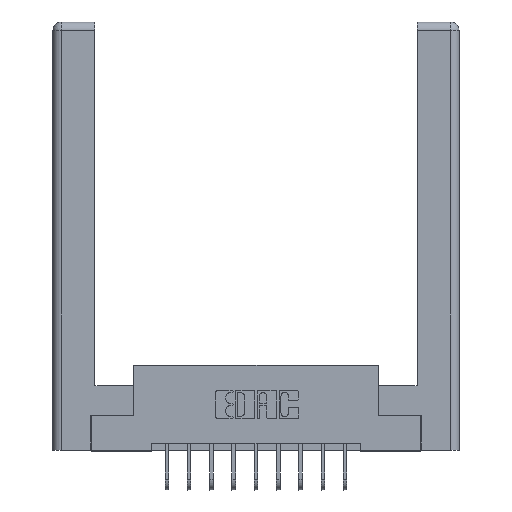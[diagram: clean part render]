
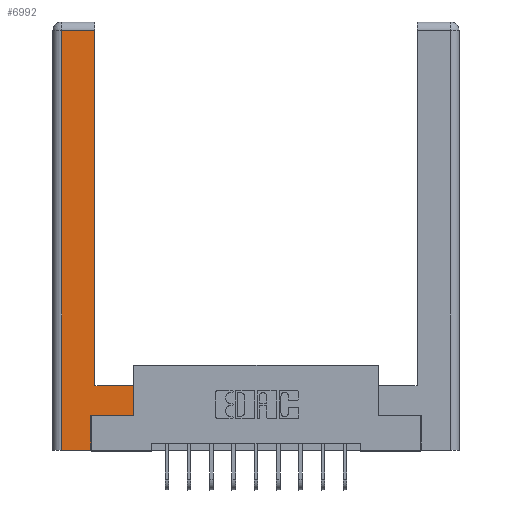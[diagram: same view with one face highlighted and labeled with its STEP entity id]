
A CAD part, top view. The second image highlights one B-rep face of the part: STEP entity #6992.
In plain terms, the highlighted planar face has unit normal (0, 0, 1).
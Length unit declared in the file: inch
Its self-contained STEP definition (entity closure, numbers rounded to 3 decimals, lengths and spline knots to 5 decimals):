
#446 = EDGE_CURVE ( 'NONE', #12160, #11940, #12688, .T. ) ;
#809 = CARTESIAN_POINT ( 'NONE',  ( 0.0615, 2.94, 0. ) ) ;
#875 = LINE ( 'NONE', #11753, #9946 ) ;
#1227 = EDGE_CURVE ( 'NONE', #11957, #12160, #11708, .T. ) ;
#1275 = VERTEX_POINT ( 'NONE', #14975 ) ;
#1784 = LINE ( 'NONE', #2005, #6900 ) ;
#1867 = CARTESIAN_POINT ( 'NONE',  ( 0.265, 0.245, 0. ) ) ;
#2005 = CARTESIAN_POINT ( 'NONE',  ( 0.565, 0.45, 0. ) ) ;
#2032 = DIRECTION ( 'NONE',  ( 1., 0., 0. ) ) ;
#2331 = CARTESIAN_POINT ( 'NONE',  ( 0.295, 0.45, 0. ) ) ;
#2545 = VERTEX_POINT ( 'NONE', #5543 ) ;
#2621 = CARTESIAN_POINT ( 'NONE',  ( 0.565, 0.245, 0. ) ) ;
#2638 = LINE ( 'NONE', #14007, #6572 ) ;
#2957 = ORIENTED_EDGE ( 'NONE', *, *, #13260, .T. ) ;
#3215 = LINE ( 'NONE', #2621, #12680 ) ;
#3222 = ORIENTED_EDGE ( 'NONE', *, *, #1227, .T. ) ;
#3843 = DIRECTION ( 'NONE',  ( 1., 0., 0. ) ) ;
#4040 = ORIENTED_EDGE ( 'NONE', *, *, #13309, .T. ) ;
#4922 = EDGE_CURVE ( 'NONE', #13066, #11957, #875, .T. ) ;
#4949 = FACE_OUTER_BOUND ( 'NONE', #8233, .T. ) ;
#5071 = CARTESIAN_POINT ( 'NONE',  ( 0.295, 2.94, 0. ) ) ;
#5515 = DIRECTION ( 'NONE',  ( -1., 0., 0. ) ) ;
#5543 = CARTESIAN_POINT ( 'NONE',  ( 0.265, 0.245, 0. ) ) ;
#5660 = DIRECTION ( 'NONE',  ( 0., 0., -1. ) ) ;
#5816 = EDGE_CURVE ( 'NONE', #8379, #8750, #1784, .T. ) ;
#6516 = CARTESIAN_POINT ( 'NONE',  ( 0.565, 0.245, 0. ) ) ;
#6572 = VECTOR ( 'NONE', #6716, 39.37008 ) ;
#6716 = DIRECTION ( 'NONE',  ( 0., 1., 0. ) ) ;
#6900 = VECTOR ( 'NONE', #6953, 39.37008 ) ;
#6953 = DIRECTION ( 'NONE',  ( 0., 1., 0. ) ) ;
#6992 = ADVANCED_FACE ( 'NONE', ( #4949 ), #11663, .F. ) ;
#6995 = LINE ( 'NONE', #2331, #10964 ) ;
#7762 = CARTESIAN_POINT ( 'NONE',  ( 0.0615, 0., 0. ) ) ;
#8151 = EDGE_CURVE ( 'NONE', #8750, #1275, #6995, .T. ) ;
#8233 = EDGE_LOOP ( 'NONE', ( #4040, #14110, #3222, #12466, #13070, #2957, #9997, #9018 ) ) ;
#8379 = VERTEX_POINT ( 'NONE', #6516 ) ;
#8750 = VERTEX_POINT ( 'NONE', #9857 ) ;
#9018 = ORIENTED_EDGE ( 'NONE', *, *, #8151, .T. ) ;
#9142 = DIRECTION ( 'NONE',  ( 0., 1., 0. ) ) ;
#9627 = VECTOR ( 'NONE', #9142, 39.37008 ) ;
#9857 = CARTESIAN_POINT ( 'NONE',  ( 0.565, 0.45, 0. ) ) ;
#9946 = VECTOR ( 'NONE', #14152, 39.37008 ) ;
#9997 = ORIENTED_EDGE ( 'NONE', *, *, #5816, .T. ) ;
#10964 = VECTOR ( 'NONE', #12051, 39.37008 ) ;
#11297 = AXIS2_PLACEMENT_3D ( 'NONE', #11550, #5660, #5515 ) ;
#11550 = CARTESIAN_POINT ( 'NONE',  ( 0., 0., 0. ) ) ;
#11663 = PLANE ( 'NONE',  #11297 ) ;
#11708 = LINE ( 'NONE', #12250, #15340 ) ;
#11753 = CARTESIAN_POINT ( 'NONE',  ( 0.0615, 2.94, 0. ) ) ;
#11940 = VERTEX_POINT ( 'NONE', #15290 ) ;
#11957 = VERTEX_POINT ( 'NONE', #809 ) ;
#12051 = DIRECTION ( 'NONE',  ( -1., 0., 0. ) ) ;
#12160 = VERTEX_POINT ( 'NONE', #7762 ) ;
#12250 = CARTESIAN_POINT ( 'NONE',  ( 0.0615, 0., 0. ) ) ;
#12417 = DIRECTION ( 'NONE',  ( 0., -1., 0. ) ) ;
#12466 = ORIENTED_EDGE ( 'NONE', *, *, #446, .T. ) ;
#12680 = VECTOR ( 'NONE', #3843, 39.37008 ) ;
#12688 = LINE ( 'NONE', #14093, #15552 ) ;
#13066 = VERTEX_POINT ( 'NONE', #5071 ) ;
#13070 = ORIENTED_EDGE ( 'NONE', *, *, #13131, .T. ) ;
#13131 = EDGE_CURVE ( 'NONE', #11940, #2545, #15537, .T. ) ;
#13260 = EDGE_CURVE ( 'NONE', #2545, #8379, #3215, .T. ) ;
#13309 = EDGE_CURVE ( 'NONE', #1275, #13066, #2638, .T. ) ;
#14007 = CARTESIAN_POINT ( 'NONE',  ( 0.295, 3., 0. ) ) ;
#14093 = CARTESIAN_POINT ( 'NONE',  ( 0.265, 0., 0. ) ) ;
#14110 = ORIENTED_EDGE ( 'NONE', *, *, #4922, .T. ) ;
#14152 = DIRECTION ( 'NONE',  ( -1., 0., 0. ) ) ;
#14975 = CARTESIAN_POINT ( 'NONE',  ( 0.295, 0.45, 0. ) ) ;
#15290 = CARTESIAN_POINT ( 'NONE',  ( 0.265, 0., 0. ) ) ;
#15340 = VECTOR ( 'NONE', #12417, 39.37008 ) ;
#15537 = LINE ( 'NONE', #1867, #9627 ) ;
#15552 = VECTOR ( 'NONE', #2032, 39.37008 ) ;
